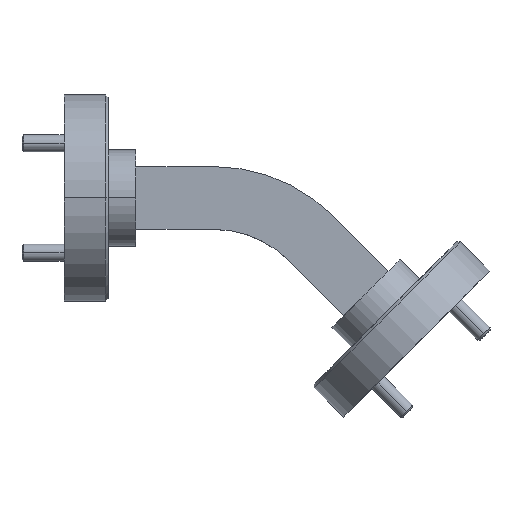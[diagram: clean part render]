
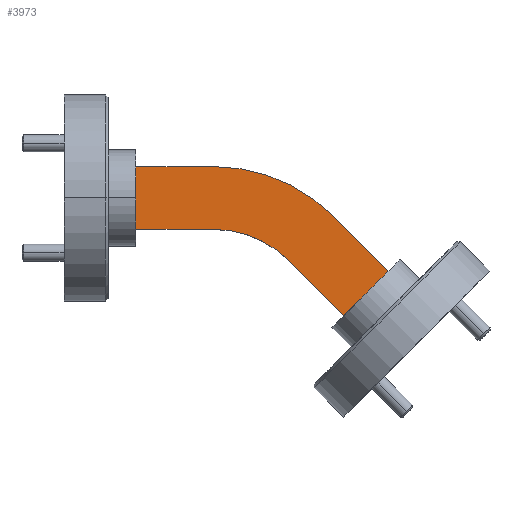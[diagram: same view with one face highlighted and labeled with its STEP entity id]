
A CAD part, top view. The second image highlights one B-rep face of the part: STEP entity #3973.
In plain terms, the highlighted planar face has unit normal (0, 0, 1).
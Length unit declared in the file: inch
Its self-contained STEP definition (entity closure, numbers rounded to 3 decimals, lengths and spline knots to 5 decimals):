
#21 = CIRCLE ( 'NONE', #4181, 0.386 ) ;
#101 = PLANE ( 'NONE',  #6502 ) ;
#111 = LINE ( 'NONE', #5881, #2235 ) ;
#279 = ORIENTED_EDGE ( 'NONE', *, *, #5941, .F. ) ;
#308 = ORIENTED_EDGE ( 'NONE', *, *, #1384, .F. ) ;
#329 = DIRECTION ( 'NONE',  ( -1., 0., 0. ) ) ;
#408 = VERTEX_POINT ( 'NONE', #1730 ) ;
#412 = EDGE_CURVE ( 'NONE', #6853, #1189, #4677, .T. ) ;
#486 = CARTESIAN_POINT ( 'NONE',  ( -2.73553, 1.13971, 0.8452 ) ) ;
#500 = CIRCLE ( 'NONE', #1581, 0.614 ) ;
#548 = VERTEX_POINT ( 'NONE', #486 ) ;
#646 = CARTESIAN_POINT ( 'NONE',  ( -3.01843, 0.91171, 0.8452 ) ) ;
#693 = CARTESIAN_POINT ( 'NONE',  ( -2.46259, 0.79866, 0.8452 ) ) ;
#765 = CARTESIAN_POINT ( 'NONE',  ( -2.73553, 0.91171, 0.8452 ) ) ;
#876 = VECTOR ( 'NONE', #3959, 39.37008 ) ;
#915 = ORIENTED_EDGE ( 'NONE', *, *, #412, .F. ) ;
#1182 = LINE ( 'NONE', #693, #2960 ) ;
#1189 = VERTEX_POINT ( 'NONE', #6406 ) ;
#1216 = DIRECTION ( 'NONE',  ( 0., 0., -1. ) ) ;
#1384 = EDGE_CURVE ( 'NONE', #548, #7065, #500, .T. ) ;
#1581 = AXIS2_PLACEMENT_3D ( 'NONE', #1768, #1216, #3927 ) ;
#1730 = CARTESIAN_POINT ( 'NONE',  ( -2.26256, 0.59862, 0.8452 ) ) ;
#1741 = VERTEX_POINT ( 'NONE', #4702 ) ;
#1768 = CARTESIAN_POINT ( 'NONE',  ( -2.73553, 0.52571, 0.8452 ) ) ;
#1815 = EDGE_CURVE ( 'NONE', #5374, #6853, #1905, .T. ) ;
#1858 = DIRECTION ( 'NONE',  ( -0.707, -0.707, 0. ) ) ;
#1863 = ORIENTED_EDGE ( 'NONE', *, *, #2902, .T. ) ;
#1905 = LINE ( 'NONE', #2050, #2515 ) ;
#2050 = CARTESIAN_POINT ( 'NONE',  ( -2.73553, 0.91171, 0.8452 ) ) ;
#2235 = VECTOR ( 'NONE', #1858, 39.37008 ) ;
#2243 = LINE ( 'NONE', #5058, #5443 ) ;
#2450 = LINE ( 'NONE', #6327, #6383 ) ;
#2515 = VECTOR ( 'NONE', #329, 39.37008 ) ;
#2902 = EDGE_CURVE ( 'NONE', #5374, #3459, #21, .T. ) ;
#2960 = VECTOR ( 'NONE', #3451, 39.37008 ) ;
#3045 = DIRECTION ( 'NONE',  ( 0., 0., 1. ) ) ;
#3451 = DIRECTION ( 'NONE',  ( 0.707, -0.707, 0. ) ) ;
#3459 = VERTEX_POINT ( 'NONE', #4243 ) ;
#3719 = DIRECTION ( 'NONE',  ( 0., 0., -1. ) ) ;
#3883 = EDGE_CURVE ( 'NONE', #1741, #408, #111, .T. ) ;
#3927 = DIRECTION ( 'NONE',  ( -1., 0., 0. ) ) ;
#3959 = DIRECTION ( 'NONE',  ( 0., 1., 0. ) ) ;
#3973 = ADVANCED_FACE ( 'NONE', ( #5212 ), #101, .T. ) ;
#4181 = AXIS2_PLACEMENT_3D ( 'NONE', #7047, #3719, #5509 ) ;
#4243 = CARTESIAN_POINT ( 'NONE',  ( -2.46259, 0.79866, 0.8452 ) ) ;
#4522 = DIRECTION ( 'NONE',  ( -1., 0., 0. ) ) ;
#4677 = LINE ( 'NONE', #646, #876 ) ;
#4702 = CARTESIAN_POINT ( 'NONE',  ( -2.10134, 0.75984, 0.8452 ) ) ;
#4728 = DIRECTION ( 'NONE',  ( 0.707, -0.707, 0. ) ) ;
#4794 = ORIENTED_EDGE ( 'NONE', *, *, #3883, .F. ) ;
#5058 = CARTESIAN_POINT ( 'NONE',  ( -2.73553, 1.13971, 0.8452 ) ) ;
#5212 = FACE_OUTER_BOUND ( 'NONE', #6823, .T. ) ;
#5220 = CARTESIAN_POINT ( 'NONE',  ( -2.73553, 0.91171, 0.8452 ) ) ;
#5331 = ORIENTED_EDGE ( 'NONE', *, *, #1815, .F. ) ;
#5357 = EDGE_CURVE ( 'NONE', #3459, #408, #1182, .T. ) ;
#5374 = VERTEX_POINT ( 'NONE', #5220 ) ;
#5443 = VECTOR ( 'NONE', #4522, 39.37008 ) ;
#5490 = EDGE_CURVE ( 'NONE', #548, #1189, #2243, .T. ) ;
#5509 = DIRECTION ( 'NONE',  ( -1., 0., 0. ) ) ;
#5668 = CARTESIAN_POINT ( 'NONE',  ( -3.01843, 0.91171, 0.8452 ) ) ;
#5843 = ORIENTED_EDGE ( 'NONE', *, *, #5490, .T. ) ;
#5881 = CARTESIAN_POINT ( 'NONE',  ( -2.3425, 0.51868, 0.8452 ) ) ;
#5941 = EDGE_CURVE ( 'NONE', #7065, #1741, #2450, .T. ) ;
#6327 = CARTESIAN_POINT ( 'NONE',  ( -2.30137, 0.95988, 0.8452 ) ) ;
#6371 = ORIENTED_EDGE ( 'NONE', *, *, #5357, .T. ) ;
#6383 = VECTOR ( 'NONE', #4728, 39.37008 ) ;
#6406 = CARTESIAN_POINT ( 'NONE',  ( -3.01843, 1.13971, 0.8452 ) ) ;
#6502 = AXIS2_PLACEMENT_3D ( 'NONE', #765, #3045, #6923 ) ;
#6823 = EDGE_LOOP ( 'NONE', ( #4794, #279, #308, #5843, #915, #5331, #1863, #6371 ) ) ;
#6853 = VERTEX_POINT ( 'NONE', #5668 ) ;
#6923 = DIRECTION ( 'NONE',  ( 1., 0., 0. ) ) ;
#7047 = CARTESIAN_POINT ( 'NONE',  ( -2.73553, 0.52571, 0.8452 ) ) ;
#7065 = VERTEX_POINT ( 'NONE', #7241 ) ;
#7241 = CARTESIAN_POINT ( 'NONE',  ( -2.30137, 0.95988, 0.8452 ) ) ;
